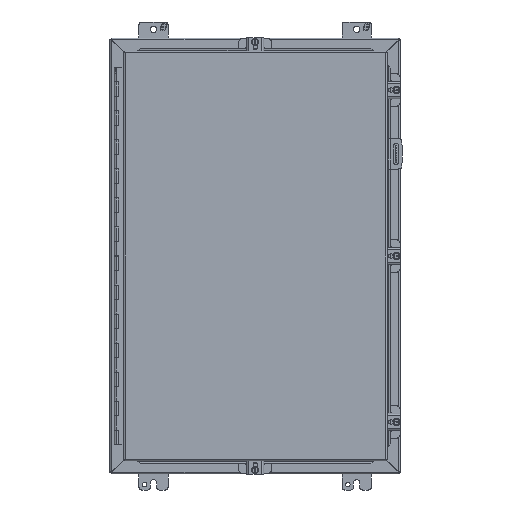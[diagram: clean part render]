
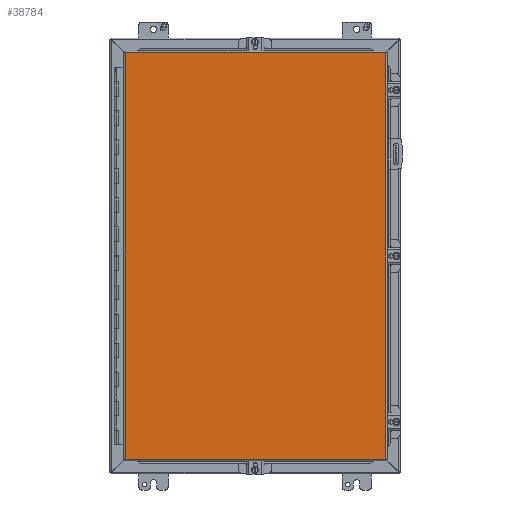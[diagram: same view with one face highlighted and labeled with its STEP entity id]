
A CAD part, front view. The second image highlights one B-rep face of the part: STEP entity #38784.
In plain terms, the highlighted planar face has unit normal (0, -1, 0).
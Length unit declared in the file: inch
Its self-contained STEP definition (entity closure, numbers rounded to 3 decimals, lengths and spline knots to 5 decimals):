
#2881 = ORIENTED_EDGE ( 'NONE', *, *, #42128, .F. ) ;
#5038 = EDGE_CURVE ( 'NONE', #32966, #39824, #8844, .T. ) ;
#8496 = VECTOR ( 'NONE', #30953, 39.37008 ) ;
#8580 = DIRECTION ( 'NONE',  ( 0., 0., 1. ) ) ;
#8844 = LINE ( 'NONE', #21159, #43825 ) ;
#11055 = CARTESIAN_POINT ( 'NONE',  ( -8.954, -7.21, -13.9945 ) ) ;
#12737 = CARTESIAN_POINT ( 'NONE',  ( 9.018, -7.21, -13.9945 ) ) ;
#14291 = VECTOR ( 'NONE', #45752, 39.37008 ) ;
#15113 = VECTOR ( 'NONE', #27351, 39.37008 ) ;
#18751 = CARTESIAN_POINT ( 'NONE',  ( -8.954, -7.21, 13.9945 ) ) ;
#18795 = CARTESIAN_POINT ( 'NONE',  ( -8.954, -7.21, -13.9945 ) ) ;
#20219 = FACE_OUTER_BOUND ( 'NONE', #45365, .T. ) ;
#21159 = CARTESIAN_POINT ( 'NONE',  ( -8.954, -7.21, -13.9945 ) ) ;
#22292 = CARTESIAN_POINT ( 'NONE',  ( 9.018, -7.21, -13.9945 ) ) ;
#23131 = CARTESIAN_POINT ( 'NONE',  ( 9.018, -7.21, 13.9945 ) ) ;
#24089 = VERTEX_POINT ( 'NONE', #32295 ) ;
#25022 = LINE ( 'NONE', #25280, #14291 ) ;
#25280 = CARTESIAN_POINT ( 'NONE',  ( -8.954, -7.21, 13.9945 ) ) ;
#25464 = EDGE_CURVE ( 'NONE', #24089, #49900, #43087, .T. ) ;
#27083 = DIRECTION ( 'NONE',  ( 0., -1., 0. ) ) ;
#27241 = ORIENTED_EDGE ( 'NONE', *, *, #25464, .F. ) ;
#27338 = DIRECTION ( 'NONE',  ( 0., 0., -1. ) ) ;
#27351 = DIRECTION ( 'NONE',  ( 0., 0., -1. ) ) ;
#29759 = AXIS2_PLACEMENT_3D ( 'NONE', #11055, #27083, #27338 ) ;
#30953 = DIRECTION ( 'NONE',  ( -1., 0., 0. ) ) ;
#32062 = EDGE_CURVE ( 'NONE', #39824, #24089, #25022, .T. ) ;
#32295 = CARTESIAN_POINT ( 'NONE',  ( 9.018, -7.21, 13.9945 ) ) ;
#32966 = VERTEX_POINT ( 'NONE', #18795 ) ;
#36207 = PLANE ( 'NONE',  #29759 ) ;
#36344 = ORIENTED_EDGE ( 'NONE', *, *, #5038, .F. ) ;
#38037 = LINE ( 'NONE', #22292, #8496 ) ;
#38784 = ADVANCED_FACE ( 'NONE', ( #20219 ), #36207, .T. ) ;
#39824 = VERTEX_POINT ( 'NONE', #18751 ) ;
#42128 = EDGE_CURVE ( 'NONE', #49900, #32966, #38037, .T. ) ;
#43087 = LINE ( 'NONE', #23131, #15113 ) ;
#43825 = VECTOR ( 'NONE', #8580, 39.37008 ) ;
#45365 = EDGE_LOOP ( 'NONE', ( #27241, #48259, #36344, #2881 ) ) ;
#45752 = DIRECTION ( 'NONE',  ( 1., 0., 0. ) ) ;
#48259 = ORIENTED_EDGE ( 'NONE', *, *, #32062, .F. ) ;
#49900 = VERTEX_POINT ( 'NONE', #12737 ) ;
